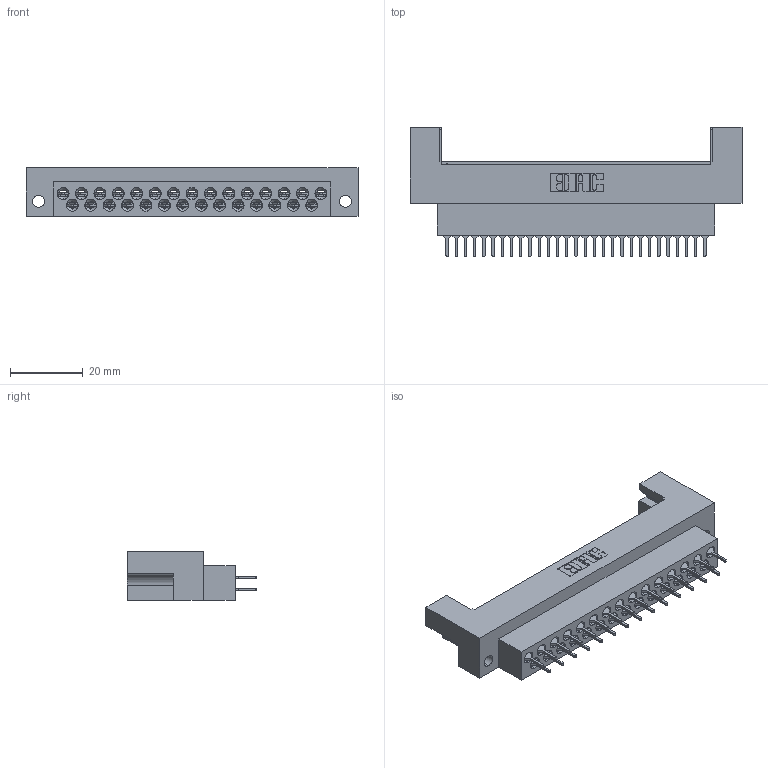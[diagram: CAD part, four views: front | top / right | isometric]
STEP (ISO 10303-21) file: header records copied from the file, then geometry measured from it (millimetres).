
FILE_DESCRIPTION (( 'STEP AP203' ), '1' );
FILE_NAME ('415-029-520-222.STEP', '2020-03-12T19:16:18', ( '' ), ( '' ), 'SwSTEP 2.0', 'SolidWorks 2016', '' );
FILE_SCHEMA (( 'CONFIG_CONTROL_DESIGN' ));
Length unit declared in the file: millimetre
Products named in the file (3): 415-029-520-222; 516-290-001_520; 415-210-001_415-210-029-222
Assembly tree (30 placements, depth 2):
  415-029-520-222
    415-210-001_415-210-029-222
    516-290-001_520  x29
Bounding box: 91.59 x 35.65 x 13.49 mm (x, y, z)
Volume: 15832.6 mm3; surface area: 19538.3 mm2
Topology: 30 solids, 30 shells, 3002 faces, 8740 edges, 5777 vertices
Faces by surface type: plane 1919, cylinder 800, bspline 196, cone 87
Entity records: 35349 total; most frequent: CARTESIAN_POINT 8263, ORIENTED_EDGE 5832, DIRECTION 4925, EDGE_CURVE 2916, LINE 2037, VECTOR 2037, VERTEX_POINT 1913, AXIS2_PLACEMENT_3D 1444
